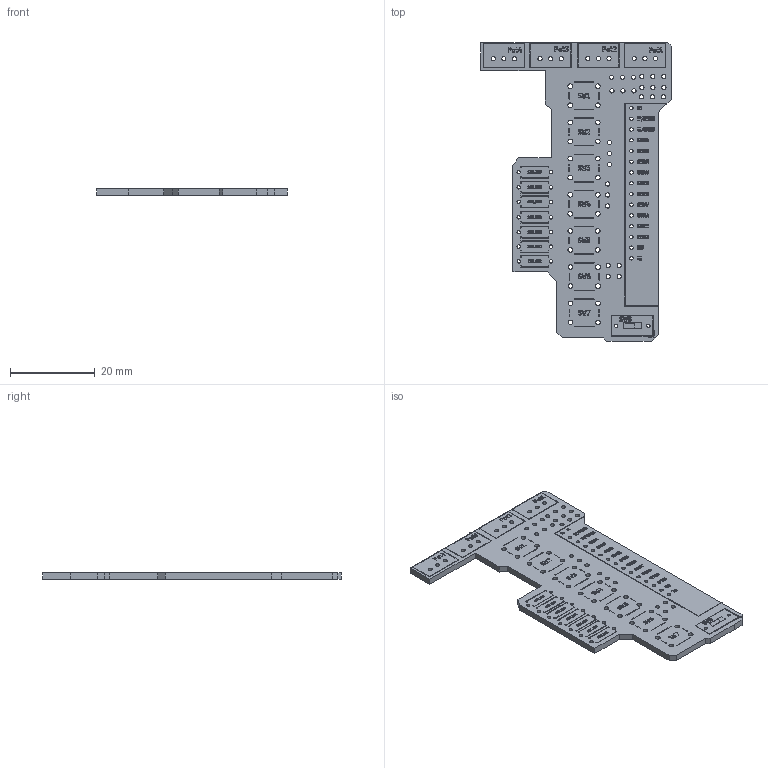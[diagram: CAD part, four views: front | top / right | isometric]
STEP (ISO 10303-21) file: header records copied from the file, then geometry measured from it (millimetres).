
FILE_DESCRIPTION(('KiCad electronic assembly'),'2;1');
FILE_NAME('Controller.step','2025-09-07T15:25:06',('Pcbnew'),('Kicad'), 'Open CASCADE STEP processor 7.9','KiCad to STEP converter','Unknown' );
FILE_SCHEMA(('AUTOMOTIVE_DESIGN { 1 0 10303 214 1 1 1 1 }'));
Length unit declared in the file: millimetre
Products named in the file (3): Controller 1; Controller_silkscreen; Controller_PCB
Assembly tree (2 placements, depth 2):
  Controller 1
    Controller_silkscreen
    Controller_PCB
Bounding box: 45 x 70.6 x 1.66 mm (x, y, z)
Volume: 3164.6 mm3; surface area: 5101.5 mm2
Topology: 1 solids, 295 shells, 416 faces, 7870 edges, 7750 vertices
Faces by surface type: plane 320, cylinder 96
Full cylindrical faces by diameter (mm): 0.8 x31, 1 x37, 1.1 x28
Entity records: 71596 total; most frequent: CARTESIAN_POINT 16039, DIRECTION 9963, ORIENTED_EDGE 8230, EDGE_CURVE 7870, VERTEX_POINT 7750, LINE 6615, VECTOR 6615, AXIS2_PLACEMENT_3D 1674
